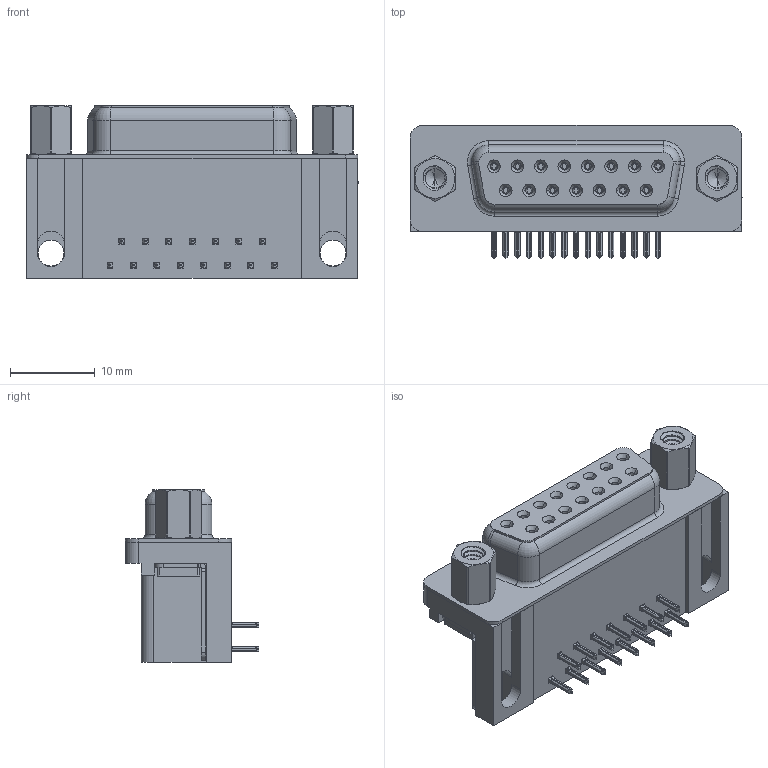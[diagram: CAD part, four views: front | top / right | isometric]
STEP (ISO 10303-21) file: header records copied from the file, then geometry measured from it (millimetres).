
FILE_DESCRIPTION (( 'STEP AP203' ), '1' );
FILE_NAME ('630-015-340-013.STEP', '2021-09-22T13:37:04', ( '' ), ( '' ), 'SwSTEP 2.0', 'SolidWorks 2020', '' );
FILE_SCHEMA (( 'CONFIG_CONTROL_DESIGN' ));
Length unit declared in the file: millimetre
Products named in the file (8): 630 Thru Hole Board Mount; 630 4-40 Hex Standoff 5; 630 Housing_15 Socket; 630 4-40 Threaded Rivet; 630-015-340-013; 630 Contact Bottom; 630 Shell_15 Socket; 630 Contact Top
Assembly tree (23 placements, depth 2):
  630-015-340-013
    630 Housing_15 Socket
    630 Shell_15 Socket
    630 Contact Bottom  x7
    630 Contact Top  x8
    630 Thru Hole Board Mount  x2
    630 4-40 Threaded Rivet  x2
    630 4-40 Hex Standoff 5  x2
Bounding box: 39.22 x 15.73 x 20.4 mm (x, y, z)
Volume: 6067.9 mm3; surface area: 7650.2 mm2
Topology: 23 solids, 23 shells, 2551 faces, 6712 edges, 4222 vertices
Faces by surface type: plane 1094, cylinder 677, bspline 530, cone 212, torus 38
Entity records: 31203 total; most frequent: CARTESIAN_POINT 12217, ORIENTED_EDGE 3876, DIRECTION 3383, EDGE_CURVE 1938, VERTEX_POINT 1237, LINE 1137, VECTOR 1137, AXIS2_PLACEMENT_3D 1123
